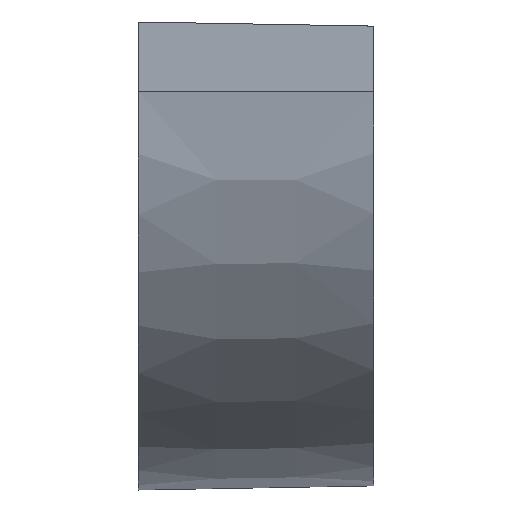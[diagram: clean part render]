
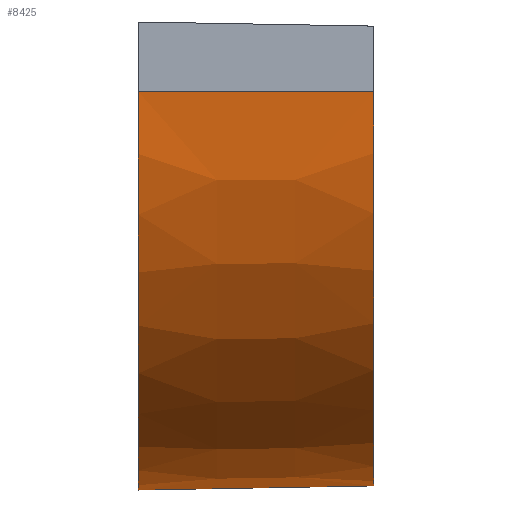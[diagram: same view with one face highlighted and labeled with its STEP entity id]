
A CAD part, left-side view. The second image highlights one B-rep face of the part: STEP entity #8425.
In plain terms, the highlighted conical face has half-angle 1 degrees and reference radius 69.2 mm.
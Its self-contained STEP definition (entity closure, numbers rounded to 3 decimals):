
#216 = EDGE_CURVE ( 'NONE', #1258, #2346, #9961, .T. ) ;
#606 = VECTOR ( 'NONE', #3143, 1000. ) ;
#617 = DIRECTION ( 'NONE',  ( 0., -1., 0.017 ) ) ;
#1218 = LINE ( 'NONE', #6066, #11125 ) ;
#1258 = VERTEX_POINT ( 'NONE', #3219 ) ;
#1535 = DIRECTION ( 'NONE',  ( 0., 1., 0. ) ) ;
#2346 = VERTEX_POINT ( 'NONE', #11585 ) ;
#2456 = VERTEX_POINT ( 'NONE', #7246 ) ;
#2490 = AXIS2_PLACEMENT_3D ( 'NONE', #4805, #11097, #5709 ) ;
#2588 = EDGE_CURVE ( 'NONE', #11534, #2456, #1218, .T. ) ;
#2813 = AXIS2_PLACEMENT_3D ( 'NONE', #6307, #7219, #8122 ) ;
#2899 = CIRCLE ( 'NONE', #3073, 69.2 ) ;
#3073 = AXIS2_PLACEMENT_3D ( 'NONE', #6972, #1535, #7880 ) ;
#3143 = DIRECTION ( 'NONE',  ( 0.017, -1., 0. ) ) ;
#3219 = CARTESIAN_POINT ( 'NONE',  ( -0.721, 20.65, -11.5 ) ) ;
#3900 = FACE_OUTER_BOUND ( 'NONE', #10904, .T. ) ;
#3945 = ORIENTED_EDGE ( 'NONE', *, *, #8215, .T. ) ;
#4805 = CARTESIAN_POINT ( 'NONE',  ( 69.2, 20.65, -11.5 ) ) ;
#4896 = CIRCLE ( 'NONE', #2490, 69.921 ) ;
#5355 = ORIENTED_EDGE ( 'NONE', *, *, #2588, .T. ) ;
#5709 = DIRECTION ( 'NONE',  ( 0., 0., -1. ) ) ;
#5889 = CARTESIAN_POINT ( 'NONE',  ( 0., -20.65, -11.5 ) ) ;
#6066 = CARTESIAN_POINT ( 'NONE',  ( 69.2, -20.65, -80.7 ) ) ;
#6092 = ORIENTED_EDGE ( 'NONE', *, *, #216, .F. ) ;
#6307 = CARTESIAN_POINT ( 'NONE',  ( 69.2, -20.65, -11.5 ) ) ;
#6972 = CARTESIAN_POINT ( 'NONE',  ( 69.2, -20.65, -11.5 ) ) ;
#7219 = DIRECTION ( 'NONE',  ( 0., 1., 0. ) ) ;
#7246 = CARTESIAN_POINT ( 'NONE',  ( 69.2, -20.65, -80.7 ) ) ;
#7857 = CONICAL_SURFACE ( 'NONE', #2813, 69.2, 0.017 ) ;
#7880 = DIRECTION ( 'NONE',  ( 0., 0., -1. ) ) ;
#8122 = DIRECTION ( 'NONE',  ( 0., 0., -1. ) ) ;
#8215 = EDGE_CURVE ( 'NONE', #2456, #2346, #2899, .T. ) ;
#8425 = ADVANCED_FACE ( 'NONE', ( #3900 ), #7857, .T. ) ;
#8603 = EDGE_CURVE ( 'NONE', #11534, #1258, #4896, .T. ) ;
#9961 = LINE ( 'NONE', #5889, #606 ) ;
#10643 = ORIENTED_EDGE ( 'NONE', *, *, #8603, .F. ) ;
#10904 = EDGE_LOOP ( 'NONE', ( #3945, #6092, #10643, #5355 ) ) ;
#11097 = DIRECTION ( 'NONE',  ( 0., 1., 0. ) ) ;
#11125 = VECTOR ( 'NONE', #617, 1000. ) ;
#11497 = CARTESIAN_POINT ( 'NONE',  ( 69.2, 20.65, -81.421 ) ) ;
#11534 = VERTEX_POINT ( 'NONE', #11497 ) ;
#11585 = CARTESIAN_POINT ( 'NONE',  ( 0., -20.65, -11.5 ) ) ;
